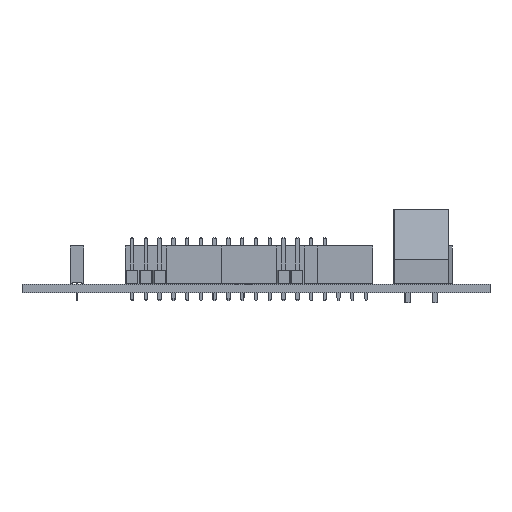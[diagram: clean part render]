
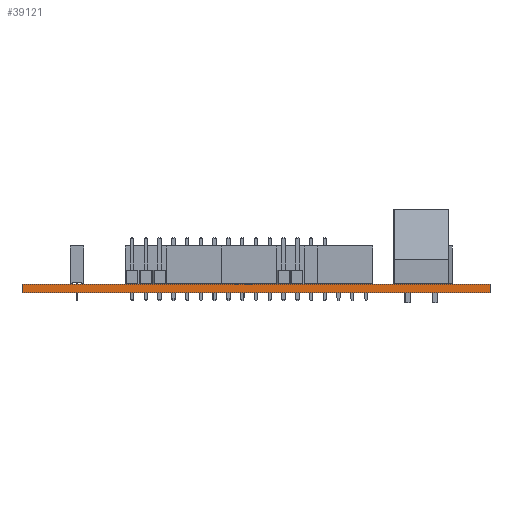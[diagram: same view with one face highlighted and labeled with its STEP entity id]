
A CAD part, front view. The second image highlights one B-rep face of the part: STEP entity #39121.
In plain terms, the highlighted planar face has unit normal (0, -1, 0).
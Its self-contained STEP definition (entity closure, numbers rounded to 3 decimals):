
#39121 = ADVANCED_FACE('',(#39122),#39156,.T.);
#39122 = FACE_BOUND('',#39123,.T.);
#39123 = EDGE_LOOP('',(#39124,#39134,#39142,#39150));
#39124 = ORIENTED_EDGE('',*,*,#39125,.T.);
#39125 = EDGE_CURVE('',#39126,#39128,#39130,.T.);
#39126 = VERTEX_POINT('',#39127);
#39127 = CARTESIAN_POINT('',(198.12,-129.54,0.));
#39128 = VERTEX_POINT('',#39129);
#39129 = CARTESIAN_POINT('',(198.12,-129.54,1.6));
#39130 = LINE('',#39131,#39132);
#39131 = CARTESIAN_POINT('',(198.12,-129.54,0.));
#39132 = VECTOR('',#39133,1.);
#39133 = DIRECTION('',(0.,0.,1.));
#39134 = ORIENTED_EDGE('',*,*,#39135,.T.);
#39135 = EDGE_CURVE('',#39128,#39136,#39138,.T.);
#39136 = VERTEX_POINT('',#39137);
#39137 = CARTESIAN_POINT('',(111.76,-129.54,1.6));
#39138 = LINE('',#39139,#39140);
#39139 = CARTESIAN_POINT('',(198.12,-129.54,1.6));
#39140 = VECTOR('',#39141,1.);
#39141 = DIRECTION('',(-1.,0.,0.));
#39142 = ORIENTED_EDGE('',*,*,#39143,.F.);
#39143 = EDGE_CURVE('',#39144,#39136,#39146,.T.);
#39144 = VERTEX_POINT('',#39145);
#39145 = CARTESIAN_POINT('',(111.76,-129.54,0.));
#39146 = LINE('',#39147,#39148);
#39147 = CARTESIAN_POINT('',(111.76,-129.54,0.));
#39148 = VECTOR('',#39149,1.);
#39149 = DIRECTION('',(0.,0.,1.));
#39150 = ORIENTED_EDGE('',*,*,#39151,.F.);
#39151 = EDGE_CURVE('',#39126,#39144,#39152,.T.);
#39152 = LINE('',#39153,#39154);
#39153 = CARTESIAN_POINT('',(198.12,-129.54,0.));
#39154 = VECTOR('',#39155,1.);
#39155 = DIRECTION('',(-1.,0.,0.));
#39156 = PLANE('',#39157);
#39157 = AXIS2_PLACEMENT_3D('',#39158,#39159,#39160);
#39158 = CARTESIAN_POINT('',(198.12,-129.54,0.));
#39159 = DIRECTION('',(0.,-1.,0.));
#39160 = DIRECTION('',(-1.,0.,0.));
